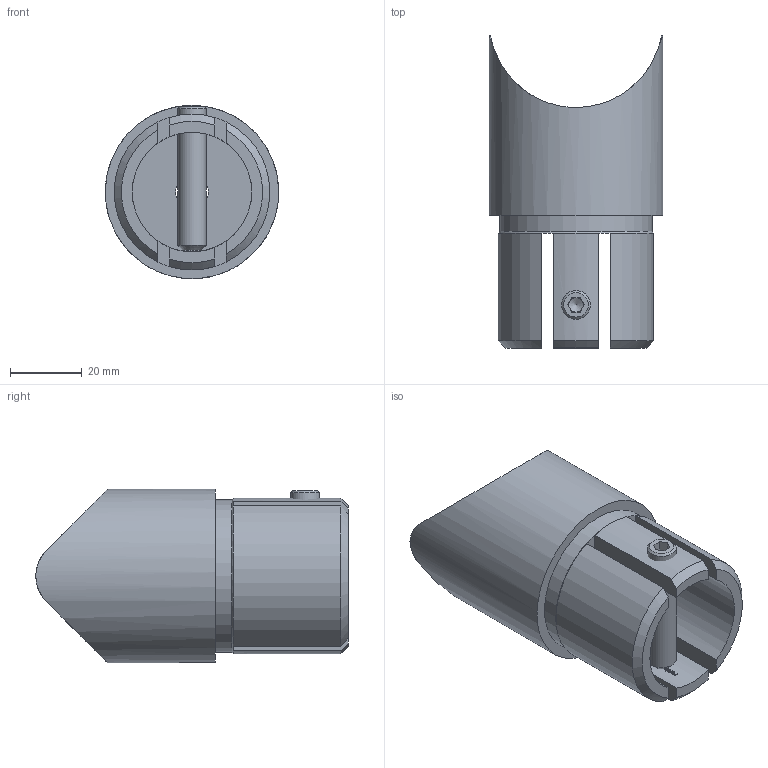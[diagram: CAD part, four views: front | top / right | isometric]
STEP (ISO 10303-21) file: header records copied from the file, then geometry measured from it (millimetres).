
FILE_DESCRIPTION (( 'STEP AP203' ), '1' );
FILE_NAME ('50126-240-25.step', '2023-03-28T12:30:12', ( '' ), ( '' ), 'SwSTEP 2.0', 'SolidWorks 2018', '' );
FILE_SCHEMA (( 'CONFIG_CONTROL_DESIGN' ));
Length unit declared in the file: millimetre
Products named in the file (3): 50126-240-25; 5012X-240 Teil1_50126-240-25 Teil1; DIN913_DIN 913 M8x40
Assembly tree (2 placements, depth 2):
  50126-240-25
    5012X-240 Teil1_50126-240-25 Teil1
    DIN913_DIN 913 M8x40
Bounding box: 48.3 x 87.01 x 48.28 mm (x, y, z)
Volume: 68947.7 mm3; surface area: 22530.8 mm2
Topology: 2 solids, 2 shells, 311 faces, 842 edges, 546 vertices
Faces by surface type: plane 147, bspline 109, cylinder 47, cone 8
Full cylindrical faces by diameter (mm): 6.8 x1, 8 x1, 9.2 x1, 30 x1, 33.3 x1, 42.4 x1, 48.3 x1
Entity records: 14480 total; most frequent: CARTESIAN_POINT 7493, ORIENTED_EDGE 1566, DIRECTION 1049, EDGE_CURVE 783, VERTEX_POINT 522, LINE 381, VECTOR 381, EDGE_LOOP 349
